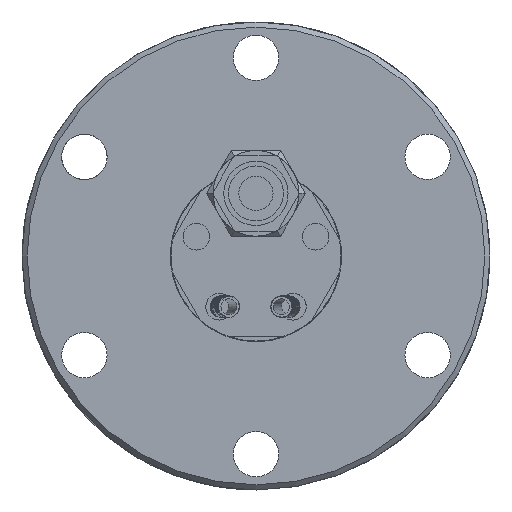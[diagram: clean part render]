
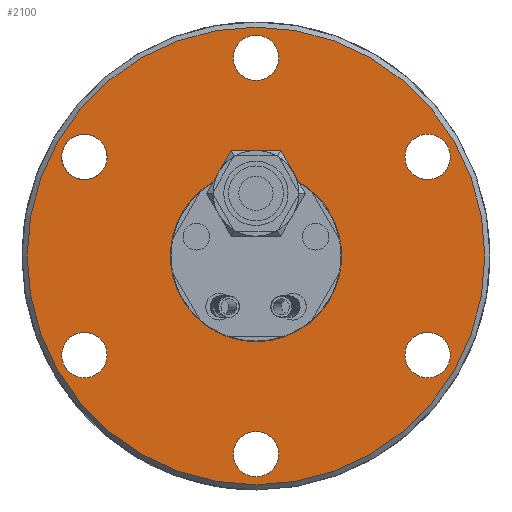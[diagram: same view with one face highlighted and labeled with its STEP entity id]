
A CAD part, front view. The second image highlights one B-rep face of the part: STEP entity #2100.
In plain terms, the highlighted planar face has unit normal (0, -1, 0).
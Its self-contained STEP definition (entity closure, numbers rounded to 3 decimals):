
#621=(
BOUNDED_CURVE()
B_SPLINE_CURVE(3,(#20561,#20562,#20563,#20564),.UNSPECIFIED.,.F.,.F.)
B_SPLINE_CURVE_WITH_KNOTS((4,4),(0.,1.),.UNSPECIFIED.)
CURVE()
GEOMETRIC_REPRESENTATION_ITEM()
RATIONAL_B_SPLINE_CURVE((1.,0.667,0.5,0.5))
REPRESENTATION_ITEM('')
);
#622=(
BOUNDED_CURVE()
B_SPLINE_CURVE(3,(#20567,#20568,#20569,#20570,#20571,#20572,#20573),
 .UNSPECIFIED.,.F.,.F.)
B_SPLINE_CURVE_WITH_KNOTS((4,3,4),(0.,0.333,1.),
 .UNSPECIFIED.)
CURVE()
GEOMETRIC_REPRESENTATION_ITEM()
RATIONAL_B_SPLINE_CURVE((0.5,0.5,0.667,
1.,0.333,0.333,1.))
REPRESENTATION_ITEM('')
);
#2100=ADVANCED_FACE('3-0-22',(#4722,#4723,#4724,#4725,#4726,#4727,#4728,
#4729),#2627,.T.);
#2627=PLANE('',#12968);
#2699=B_SPLINE_CURVE_WITH_KNOTS('',3,(#20233,#20234,#20235,#20236,#20237,
#20238,#20239,#20240,#20241,#20242,#20243,#20244,#20245,#20246,#20247,#20248,
#20249,#20250,#20251,#20252,#20253,#20254,#20255,#20256,#20257),
 .UNSPECIFIED.,.T.,.F.,(1,3,3,3,3,3,3,3,3,3,1),(-0.125,0.,0.125,0.25,0.375,
0.5,0.625,0.75,0.875,1.,1.125),.UNSPECIFIED.);
#4722=FACE_BOUND('',#5587,.T.);
#4723=FACE_BOUND('',#5588,.T.);
#4724=FACE_BOUND('',#5589,.T.);
#4725=FACE_BOUND('',#5590,.T.);
#4726=FACE_BOUND('',#5591,.T.);
#4727=FACE_BOUND('',#5592,.T.);
#4728=FACE_BOUND('',#5593,.T.);
#4729=FACE_BOUND('',#5594,.T.);
#5587=EDGE_LOOP('',(#8549));
#5588=EDGE_LOOP('',(#8550,#8551));
#5589=EDGE_LOOP('',(#8552,#8553));
#5590=EDGE_LOOP('',(#8554,#8555));
#5591=EDGE_LOOP('',(#8556,#8557));
#5592=EDGE_LOOP('',(#8558,#8559));
#5593=EDGE_LOOP('',(#8560,#8561));
#5594=EDGE_LOOP('',(#8562,#8563));
#8549=ORIENTED_EDGE('',*,*,#11041,.T.);
#8550=ORIENTED_EDGE('',*,*,#11144,.T.);
#8551=ORIENTED_EDGE('',*,*,#11145,.T.);
#8552=ORIENTED_EDGE('',*,*,#11146,.T.);
#8553=ORIENTED_EDGE('',*,*,#11147,.T.);
#8554=ORIENTED_EDGE('',*,*,#11148,.T.);
#8555=ORIENTED_EDGE('',*,*,#11149,.T.);
#8556=ORIENTED_EDGE('',*,*,#11151,.F.);
#8557=ORIENTED_EDGE('',*,*,#11152,.F.);
#8558=ORIENTED_EDGE('',*,*,#11153,.T.);
#8559=ORIENTED_EDGE('',*,*,#11154,.T.);
#8560=ORIENTED_EDGE('',*,*,#11111,.T.);
#8561=ORIENTED_EDGE('',*,*,#11112,.T.);
#8562=ORIENTED_EDGE('',*,*,#11110,.T.);
#8563=ORIENTED_EDGE('',*,*,#11109,.T.);
#9544=VERTEX_POINT('',#20258);
#9606=VERTEX_POINT('',#20455);
#9607=VERTEX_POINT('',#20456);
#9608=VERTEX_POINT('',#20460);
#9609=VERTEX_POINT('',#20461);
#9636=VERTEX_POINT('',#20543);
#9637=VERTEX_POINT('',#20544);
#9638=VERTEX_POINT('',#20548);
#9639=VERTEX_POINT('',#20549);
#9640=VERTEX_POINT('',#20553);
#9641=VERTEX_POINT('',#20554);
#9642=VERTEX_POINT('',#20565);
#9643=VERTEX_POINT('',#20566);
#9644=VERTEX_POINT('',#20576);
#9645=VERTEX_POINT('',#20577);
#11041=EDGE_CURVE('',#9544,#9544,#2699,.T.);
#11109=EDGE_CURVE('',#9606,#9607,#11697,.T.);
#11110=EDGE_CURVE('',#9607,#9606,#11698,.T.);
#11111=EDGE_CURVE('',#9608,#9609,#11699,.T.);
#11112=EDGE_CURVE('',#9609,#9608,#11700,.T.);
#11144=EDGE_CURVE('',#9636,#9637,#11725,.T.);
#11145=EDGE_CURVE('',#9637,#9636,#11726,.T.);
#11146=EDGE_CURVE('',#9638,#9639,#11727,.T.);
#11147=EDGE_CURVE('',#9639,#9638,#11728,.T.);
#11148=EDGE_CURVE('',#9640,#9641,#11729,.T.);
#11149=EDGE_CURVE('',#9641,#9640,#11730,.T.);
#11151=EDGE_CURVE('',#9642,#9643,#621,.T.);
#11152=EDGE_CURVE('',#9643,#9642,#622,.T.);
#11153=EDGE_CURVE('',#9644,#9645,#11731,.T.);
#11154=EDGE_CURVE('',#9645,#9644,#11732,.T.);
#11697=CIRCLE('',#12916,33.909);
#11698=CIRCLE('',#12917,33.909);
#11699=CIRCLE('',#12919,3.365);
#11700=CIRCLE('',#12920,3.366);
#11725=CIRCLE('',#12952,3.365);
#11726=CIRCLE('',#12953,3.366);
#11727=CIRCLE('',#12955,3.366);
#11728=CIRCLE('',#12956,3.366);
#11729=CIRCLE('',#12958,3.365);
#11730=CIRCLE('',#12959,3.366);
#11731=CIRCLE('',#12965,3.366);
#11732=CIRCLE('',#12966,3.366);
#12916=AXIS2_PLACEMENT_3D('',#20454,#16204,#16205);
#12917=AXIS2_PLACEMENT_3D('',#20457,#16206,#16207);
#12919=AXIS2_PLACEMENT_3D('',#20459,#16210,#16211);
#12920=AXIS2_PLACEMENT_3D('',#20462,#16212,#16213);
#12952=AXIS2_PLACEMENT_3D('',#20542,#16279,#16280);
#12953=AXIS2_PLACEMENT_3D('',#20545,#16281,#16282);
#12955=AXIS2_PLACEMENT_3D('',#20547,#16285,#16286);
#12956=AXIS2_PLACEMENT_3D('',#20550,#16287,#16288);
#12958=AXIS2_PLACEMENT_3D('',#20552,#16291,#16292);
#12959=AXIS2_PLACEMENT_3D('',#20555,#16293,#16294);
#12965=AXIS2_PLACEMENT_3D('',#20575,#16306,#16307);
#12966=AXIS2_PLACEMENT_3D('',#20578,#16308,#16309);
#12968=AXIS2_PLACEMENT_3D('',#20580,#16312,#16313);
#16204=DIRECTION('',(0.,-1.,0.));
#16205=DIRECTION('',(0.,0.,-1.));
#16206=DIRECTION('',(0.,-1.,0.));
#16207=DIRECTION('',(0.,0.,1.));
#16210=DIRECTION('',(0.,1.,0.));
#16211=DIRECTION('',(0.,0.,1.));
#16212=DIRECTION('',(0.,1.,0.));
#16213=DIRECTION('',(0.,0.,1.));
#16279=DIRECTION('',(0.,1.,0.));
#16280=DIRECTION('',(0.,0.,1.));
#16281=DIRECTION('',(0.,1.,0.));
#16282=DIRECTION('',(0.,0.,1.));
#16285=DIRECTION('',(0.,1.,0.));
#16286=DIRECTION('',(0.,0.,1.));
#16287=DIRECTION('',(0.,1.,0.));
#16288=DIRECTION('',(0.,0.,1.));
#16291=DIRECTION('',(0.,1.,0.));
#16292=DIRECTION('',(0.,0.,1.));
#16293=DIRECTION('',(0.,1.,0.));
#16294=DIRECTION('',(0.,0.,1.));
#16306=DIRECTION('',(0.,1.,0.));
#16307=DIRECTION('',(0.,0.,1.));
#16308=DIRECTION('',(0.,1.,0.));
#16309=DIRECTION('',(0.,0.,1.));
#16312=DIRECTION('',(0.,-1.,0.));
#16313=DIRECTION('',(0.,0.,-1.));
#20233=CARTESIAN_POINT('',(12.708,-574.235,36.568));
#20234=CARTESIAN_POINT('',(16.074,-574.235,36.567));
#20235=CARTESIAN_POINT('',(19.311,-574.235,35.224));
#20236=CARTESIAN_POINT('',(21.689,-574.235,32.847));
#20237=CARTESIAN_POINT('',(24.067,-574.235,30.469));
#20238=CARTESIAN_POINT('',(25.408,-574.235,27.229));
#20239=CARTESIAN_POINT('',(25.408,-574.235,23.866));
#20240=CARTESIAN_POINT('',(25.408,-574.235,20.503));
#20241=CARTESIAN_POINT('',(24.064,-574.235,17.264));
#20242=CARTESIAN_POINT('',(21.687,-574.235,14.886));
#20243=CARTESIAN_POINT('',(19.309,-574.235,12.508));
#20244=CARTESIAN_POINT('',(16.069,-574.235,11.168));
#20245=CARTESIAN_POINT('',(12.706,-574.235,11.168));
#20246=CARTESIAN_POINT('',(9.343,-574.235,11.167));
#20247=CARTESIAN_POINT('',(6.104,-574.235,12.511));
#20248=CARTESIAN_POINT('',(3.726,-574.235,14.889));
#20249=CARTESIAN_POINT('',(1.348,-574.235,17.266));
#20250=CARTESIAN_POINT('',(0.008,-574.235,20.506));
#20251=CARTESIAN_POINT('',(0.008,-574.235,23.87));
#20252=CARTESIAN_POINT('',(0.008,-574.235,27.233));
#20253=CARTESIAN_POINT('',(1.349,-574.235,30.469));
#20254=CARTESIAN_POINT('',(3.729,-574.235,32.849));
#20255=CARTESIAN_POINT('',(6.109,-574.235,35.229));
#20256=CARTESIAN_POINT('',(9.341,-574.235,36.568));
#20257=CARTESIAN_POINT('',(12.708,-574.235,36.568));
#20258=CARTESIAN_POINT('',(12.708,-574.231,36.568));
#20454=CARTESIAN_POINT('',(12.708,-574.235,23.868));
#20455=CARTESIAN_POINT('',(12.708,-574.235,57.777));
#20456=CARTESIAN_POINT('',(-21.201,-574.235,23.868));
#20457=CARTESIAN_POINT('',(12.708,-574.235,23.868));
#20459=CARTESIAN_POINT('',(38.136,-574.235,38.549));
#20460=CARTESIAN_POINT('',(38.136,-574.235,41.914));
#20461=CARTESIAN_POINT('',(41.502,-574.235,38.549));
#20462=CARTESIAN_POINT('',(38.136,-574.235,38.549));
#20542=CARTESIAN_POINT('',(38.136,-574.235,9.186));
#20543=CARTESIAN_POINT('',(38.136,-574.235,12.552));
#20544=CARTESIAN_POINT('',(41.502,-574.235,9.186));
#20545=CARTESIAN_POINT('',(38.136,-574.235,9.186));
#20547=CARTESIAN_POINT('',(12.708,-574.235,-5.495));
#20548=CARTESIAN_POINT('',(12.708,-574.235,-2.129));
#20549=CARTESIAN_POINT('',(16.073,-574.235,-5.495));
#20550=CARTESIAN_POINT('',(12.708,-574.235,-5.495));
#20552=CARTESIAN_POINT('',(-12.721,-574.235,9.186));
#20553=CARTESIAN_POINT('',(-12.721,-574.235,12.552));
#20554=CARTESIAN_POINT('',(-9.355,-574.235,9.186));
#20555=CARTESIAN_POINT('',(-12.721,-574.235,9.186));
#20561=CARTESIAN_POINT('',(-9.355,-574.235,38.549));
#20562=CARTESIAN_POINT('',(-9.355,-574.235,40.232));
#20563=CARTESIAN_POINT('',(-10.477,-574.235,41.914));
#20564=CARTESIAN_POINT('',(-12.721,-574.235,41.914));
#20565=CARTESIAN_POINT('',(-9.355,-574.235,38.549));
#20566=CARTESIAN_POINT('',(-12.721,-574.235,41.914));
#20567=CARTESIAN_POINT('',(-12.721,-574.235,41.914));
#20568=CARTESIAN_POINT('',(-14.964,-574.235,41.914));
#20569=CARTESIAN_POINT('',(-16.086,-574.235,40.232));
#20570=CARTESIAN_POINT('',(-16.086,-574.235,38.549));
#20571=CARTESIAN_POINT('',(-16.086,-574.235,31.818));
#20572=CARTESIAN_POINT('',(-9.355,-574.235,31.818));
#20573=CARTESIAN_POINT('',(-9.355,-574.235,38.549));
#20575=CARTESIAN_POINT('',(12.708,-574.235,53.23));
#20576=CARTESIAN_POINT('',(12.708,-574.235,56.596));
#20577=CARTESIAN_POINT('',(16.073,-574.235,53.23));
#20578=CARTESIAN_POINT('',(12.708,-574.235,53.23));
#20580=CARTESIAN_POINT('',(47.024,-574.235,-10.456));
